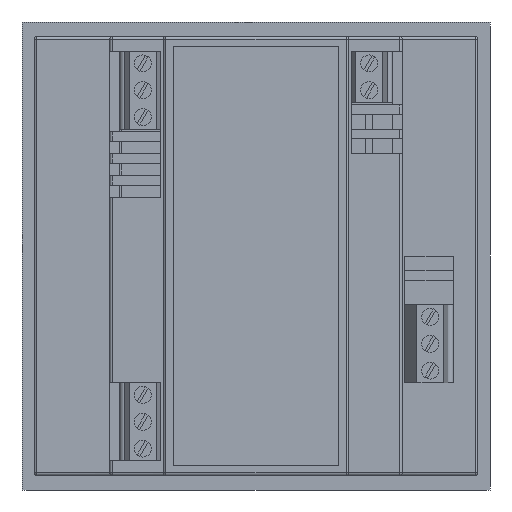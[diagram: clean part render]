
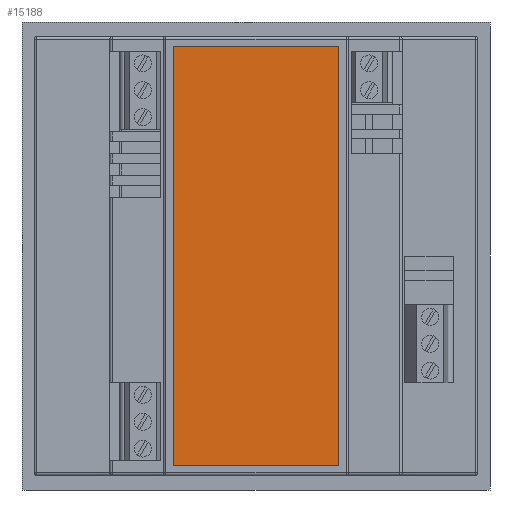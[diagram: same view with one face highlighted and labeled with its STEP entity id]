
A CAD part, front view. The second image highlights one B-rep face of the part: STEP entity #15188.
In plain terms, the highlighted planar face has unit normal (0, -1, 0).
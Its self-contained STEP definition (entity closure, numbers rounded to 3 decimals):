
#15087=CARTESIAN_POINT('',(31.,-57.5,91.));
#15088=VERTEX_POINT('',#15087);
#15095=CARTESIAN_POINT('',(65.,-57.5,91.));
#15096=VERTEX_POINT('',#15095);
#15097=CARTESIAN_POINT('',(31.,-57.5,91.));
#15098=DIRECTION('',(1.,0.,-0.));
#15099=VECTOR('',#15098,34.);
#15100=LINE('',#15097,#15099);
#15101=EDGE_CURVE('',#15088,#15096,#15100,.T.);
#15119=CARTESIAN_POINT('',(65.,-57.5,5.));
#15120=VERTEX_POINT('',#15119);
#15121=CARTESIAN_POINT('',(65.,-57.5,91.));
#15122=DIRECTION('',(-0.,0.,-1.));
#15123=VECTOR('',#15122,86.);
#15124=LINE('',#15121,#15123);
#15125=EDGE_CURVE('',#15096,#15120,#15124,.T.);
#15143=CARTESIAN_POINT('',(31.,-57.5,5.));
#15144=VERTEX_POINT('',#15143);
#15145=CARTESIAN_POINT('',(65.,-57.5,5.));
#15146=DIRECTION('',(-1.,0.,0.));
#15147=VECTOR('',#15146,34.);
#15148=LINE('',#15145,#15147);
#15149=EDGE_CURVE('',#15120,#15144,#15148,.T.);
#15167=CARTESIAN_POINT('',(31.,-57.5,5.));
#15168=DIRECTION('',(0.,0.,1.));
#15169=VECTOR('',#15168,86.);
#15170=LINE('',#15167,#15169);
#15171=EDGE_CURVE('',#15144,#15088,#15170,.T.);
#15177=CARTESIAN_POINT('',(48.,-57.5,48.));
#15178=DIRECTION('',(0.,1.,0.));
#15179=DIRECTION('',(0.,0.,-1.));
#15180=AXIS2_PLACEMENT_3D('',#15177,#15178,#15179);
#15181=PLANE('',#15180);
#15182=ORIENTED_EDGE('',*,*,#15101,.F.);
#15183=ORIENTED_EDGE('',*,*,#15171,.F.);
#15184=ORIENTED_EDGE('',*,*,#15149,.F.);
#15185=ORIENTED_EDGE('',*,*,#15125,.F.);
#15186=EDGE_LOOP('',(#15182,#15183,#15184,#15185));
#15187=FACE_BOUND('',#15186,.T.);
#15188=ADVANCED_FACE('',(#15187),#15181,.F.);
